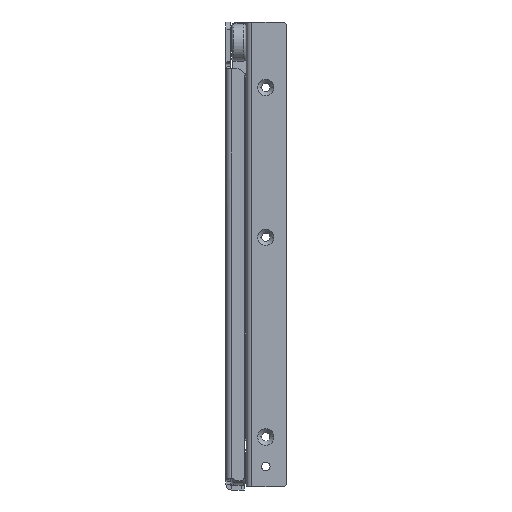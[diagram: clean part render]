
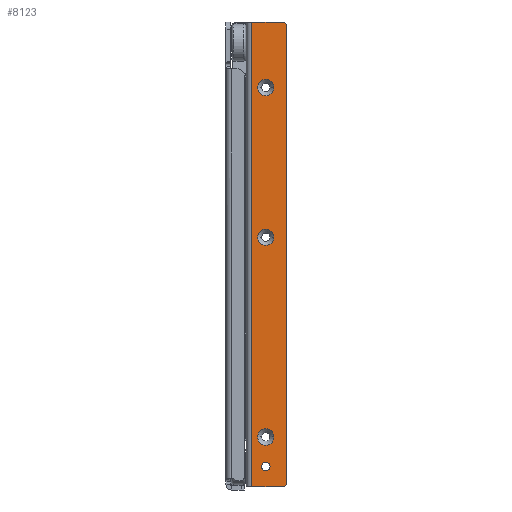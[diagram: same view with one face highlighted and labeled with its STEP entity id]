
A CAD part, front view. The second image highlights one B-rep face of the part: STEP entity #8123.
In plain terms, the highlighted planar face has unit normal (0, -1, 0).
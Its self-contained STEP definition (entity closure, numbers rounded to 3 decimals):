
#64 = CIRCLE ( 'NONE', #9530, 5.25 ) ;
#350 = DIRECTION ( 'NONE',  ( -1., 0., 0. ) ) ;
#488 = FACE_BOUND ( 'NONE', #2409, .T. ) ;
#602 = CARTESIAN_POINT ( 'NONE',  ( 17.75, -4.75, 32. ) ) ;
#663 = AXIS2_PLACEMENT_3D ( 'NONE', #3267, #7466, #4407 ) ;
#1152 = DIRECTION ( 'NONE',  ( -1., 0., 0. ) ) ;
#1162 = DIRECTION ( 'NONE',  ( 0., 1., 0. ) ) ;
#1179 = EDGE_CURVE ( 'NONE', #8660, #3227, #10213, .T. ) ;
#1277 = CARTESIAN_POINT ( 'NONE',  ( 17.75, -4.75, 160. ) ) ;
#1757 = CARTESIAN_POINT ( 'NONE',  ( 12.5, -4.75, 32. ) ) ;
#1934 = EDGE_CURVE ( 'NONE', #12565, #7178, #2296, .T. ) ;
#2117 = DIRECTION ( 'NONE',  ( 0., 1., 0. ) ) ;
#2242 = EDGE_CURVE ( 'NONE', #10953, #9347, #4190, .T. ) ;
#2296 = CIRCLE ( 'NONE', #16288, 5.25 ) ;
#2409 = EDGE_LOOP ( 'NONE', ( #9849, #4353 ) ) ;
#2420 = DIRECTION ( 'NONE',  ( 0., 0., 1. ) ) ;
#3168 = CARTESIAN_POINT ( 'NONE',  ( 3.5, -4.75, 0. ) ) ;
#3227 = VERTEX_POINT ( 'NONE', #1277 ) ;
#3267 = CARTESIAN_POINT ( 'NONE',  ( 12.5, -4.75, 13. ) ) ;
#3366 = AXIS2_PLACEMENT_3D ( 'NONE', #7009, #14237, #2420 ) ;
#3367 = ORIENTED_EDGE ( 'NONE', *, *, #6698, .T. ) ;
#3450 = FACE_OUTER_BOUND ( 'NONE', #15109, .T. ) ;
#3907 = ORIENTED_EDGE ( 'NONE', *, *, #15420, .T. ) ;
#4038 = DIRECTION ( 'NONE',  ( 0., 1., 0. ) ) ;
#4190 = LINE ( 'NONE', #14300, #7781 ) ;
#4353 = ORIENTED_EDGE ( 'NONE', *, *, #1179, .T. ) ;
#4382 = CARTESIAN_POINT ( 'NONE',  ( 12.5, -4.75, 10.25 ) ) ;
#4407 = DIRECTION ( 'NONE',  ( 0., 0., -1. ) ) ;
#4849 = DIRECTION ( 'NONE',  ( 0., 1., 0. ) ) ;
#4887 = DIRECTION ( 'NONE',  ( 0., 0., -1. ) ) ;
#5238 = VECTOR ( 'NONE', #9006, 1000. ) ;
#5542 = EDGE_CURVE ( 'NONE', #13897, #7897, #6522, .T. ) ;
#5822 = EDGE_CURVE ( 'NONE', #10953, #15797, #9797, .T. ) ;
#5846 = EDGE_CURVE ( 'NONE', #9236, #11286, #6107, .T. ) ;
#5908 = DIRECTION ( 'NONE',  ( 0., -1., 0. ) ) ;
#5969 = ORIENTED_EDGE ( 'NONE', *, *, #5542, .F. ) ;
#6072 = DIRECTION ( 'NONE',  ( 0., 0., -1. ) ) ;
#6107 = CIRCLE ( 'NONE', #6729, 5.25 ) ;
#6238 = DIRECTION ( 'NONE',  ( -1., 0., 0. ) ) ;
#6296 = AXIS2_PLACEMENT_3D ( 'NONE', #10225, #1162, #14487 ) ;
#6522 = LINE ( 'NONE', #17756, #11283 ) ;
#6546 = AXIS2_PLACEMENT_3D ( 'NONE', #6934, #18812, #11687 ) ;
#6620 = CARTESIAN_POINT ( 'NONE',  ( 12.5, -4.75, 160. ) ) ;
#6698 = EDGE_CURVE ( 'NONE', #8450, #7897, #8300, .T. ) ;
#6729 = AXIS2_PLACEMENT_3D ( 'NONE', #10317, #16104, #7641 ) ;
#6841 = EDGE_CURVE ( 'NONE', #9347, #13897, #14694, .T. ) ;
#6897 = VECTOR ( 'NONE', #6072, 1000. ) ;
#6934 = CARTESIAN_POINT ( 'NONE',  ( 12.5, -4.75, 256. ) ) ;
#7009 = CARTESIAN_POINT ( 'NONE',  ( 22.5, -4.75, 294. ) ) ;
#7122 = CARTESIAN_POINT ( 'NONE',  ( 3.5, -4.75, 298. ) ) ;
#7178 = VERTEX_POINT ( 'NONE', #10777 ) ;
#7195 = CIRCLE ( 'NONE', #10554, 2.75 ) ;
#7315 = ORIENTED_EDGE ( 'NONE', *, *, #1934, .T. ) ;
#7466 = DIRECTION ( 'NONE',  ( 0., 1., 0. ) ) ;
#7542 = DIRECTION ( 'NONE',  ( 0., 0., -1. ) ) ;
#7641 = DIRECTION ( 'NONE',  ( -1., 0., 0. ) ) ;
#7781 = VECTOR ( 'NONE', #15825, 1000. ) ;
#7806 = LINE ( 'NONE', #16173, #6897 ) ;
#7897 = VERTEX_POINT ( 'NONE', #17073 ) ;
#7946 = FACE_BOUND ( 'NONE', #11072, .T. ) ;
#8123 = ADVANCED_FACE ( 'NONE', ( #9474, #488, #7946, #3450, #9382 ), #17924, .F. ) ;
#8300 = CIRCLE ( 'NONE', #3366, 4. ) ;
#8421 = VERTEX_POINT ( 'NONE', #4382 ) ;
#8450 = VERTEX_POINT ( 'NONE', #16105 ) ;
#8660 = VERTEX_POINT ( 'NONE', #11158 ) ;
#8932 = EDGE_CURVE ( 'NONE', #3227, #8660, #64, .T. ) ;
#9006 = DIRECTION ( 'NONE',  ( 0., 0., 1. ) ) ;
#9114 = EDGE_CURVE ( 'NONE', #12950, #8421, #10138, .T. ) ;
#9236 = VERTEX_POINT ( 'NONE', #18206 ) ;
#9347 = VERTEX_POINT ( 'NONE', #18301 ) ;
#9382 = FACE_BOUND ( 'NONE', #17291, .T. ) ;
#9474 = FACE_BOUND ( 'NONE', #18819, .T. ) ;
#9530 = AXIS2_PLACEMENT_3D ( 'NONE', #6620, #4849, #350 ) ;
#9797 = CIRCLE ( 'NONE', #12816, 4. ) ;
#9849 = ORIENTED_EDGE ( 'NONE', *, *, #8932, .T. ) ;
#10138 = CIRCLE ( 'NONE', #663, 2.75 ) ;
#10213 = CIRCLE ( 'NONE', #12623, 5.25 ) ;
#10225 = CARTESIAN_POINT ( 'NONE',  ( 12.5, -4.75, 32. ) ) ;
#10239 = ORIENTED_EDGE ( 'NONE', *, *, #2242, .F. ) ;
#10280 = ORIENTED_EDGE ( 'NONE', *, *, #11978, .F. ) ;
#10317 = CARTESIAN_POINT ( 'NONE',  ( 12.5, -4.75, 256. ) ) ;
#10468 = ORIENTED_EDGE ( 'NONE', *, *, #5846, .T. ) ;
#10554 = AXIS2_PLACEMENT_3D ( 'NONE', #17077, #4038, #11668 ) ;
#10737 = DIRECTION ( 'NONE',  ( 1., 0., 0. ) ) ;
#10777 = CARTESIAN_POINT ( 'NONE',  ( 7.25, -4.75, 32. ) ) ;
#10789 = ORIENTED_EDGE ( 'NONE', *, *, #15169, .T. ) ;
#10953 = VERTEX_POINT ( 'NONE', #12073 ) ;
#11067 = CARTESIAN_POINT ( 'NONE',  ( 25.5, -4.75, 1.354 ) ) ;
#11072 = EDGE_LOOP ( 'NONE', ( #7315, #3907 ) ) ;
#11158 = CARTESIAN_POINT ( 'NONE',  ( 7.25, -4.75, 160. ) ) ;
#11165 = ORIENTED_EDGE ( 'NONE', *, *, #5822, .T. ) ;
#11283 = VECTOR ( 'NONE', #10737, 1000. ) ;
#11286 = VERTEX_POINT ( 'NONE', #17467 ) ;
#11320 = AXIS2_PLACEMENT_3D ( 'NONE', #15159, #2117, #4887 ) ;
#11668 = DIRECTION ( 'NONE',  ( 0., 0., -1. ) ) ;
#11687 = DIRECTION ( 'NONE',  ( -1., 0., 0. ) ) ;
#11978 = EDGE_CURVE ( 'NONE', #8450, #15797, #7806, .T. ) ;
#12073 = CARTESIAN_POINT ( 'NONE',  ( 22.5, -4.75, 0. ) ) ;
#12449 = ORIENTED_EDGE ( 'NONE', *, *, #6841, .F. ) ;
#12565 = VERTEX_POINT ( 'NONE', #602 ) ;
#12623 = AXIS2_PLACEMENT_3D ( 'NONE', #17513, #12969, #1152 ) ;
#12816 = AXIS2_PLACEMENT_3D ( 'NONE', #13252, #5908, #7542 ) ;
#12950 = VERTEX_POINT ( 'NONE', #13837 ) ;
#12969 = DIRECTION ( 'NONE',  ( 0., 1., 0. ) ) ;
#13252 = CARTESIAN_POINT ( 'NONE',  ( 22.5, -4.75, 4. ) ) ;
#13332 = EDGE_CURVE ( 'NONE', #11286, #9236, #14747, .T. ) ;
#13837 = CARTESIAN_POINT ( 'NONE',  ( 12.5, -4.75, 15.75 ) ) ;
#13897 = VERTEX_POINT ( 'NONE', #7122 ) ;
#14237 = DIRECTION ( 'NONE',  ( 0., -1., 0. ) ) ;
#14300 = CARTESIAN_POINT ( 'NONE',  ( 25.5, -4.75, 0. ) ) ;
#14487 = DIRECTION ( 'NONE',  ( -1., 0., 0. ) ) ;
#14694 = LINE ( 'NONE', #3168, #5238 ) ;
#14747 = CIRCLE ( 'NONE', #6546, 5.25 ) ;
#14800 = DIRECTION ( 'NONE',  ( 0., 1., 0. ) ) ;
#15109 = EDGE_LOOP ( 'NONE', ( #12449, #10239, #11165, #10280, #3367, #5969 ) ) ;
#15159 = CARTESIAN_POINT ( 'NONE',  ( -26.5, -4.75, 0. ) ) ;
#15169 = EDGE_CURVE ( 'NONE', #8421, #12950, #7195, .T. ) ;
#15420 = EDGE_CURVE ( 'NONE', #7178, #12565, #17825, .T. ) ;
#15797 = VERTEX_POINT ( 'NONE', #11067 ) ;
#15825 = DIRECTION ( 'NONE',  ( -1., 0., 0. ) ) ;
#16104 = DIRECTION ( 'NONE',  ( 0., 1., 0. ) ) ;
#16105 = CARTESIAN_POINT ( 'NONE',  ( 25.5, -4.75, 296.646 ) ) ;
#16173 = CARTESIAN_POINT ( 'NONE',  ( 25.5, -4.75, 0. ) ) ;
#16288 = AXIS2_PLACEMENT_3D ( 'NONE', #1757, #14800, #6238 ) ;
#16665 = ORIENTED_EDGE ( 'NONE', *, *, #13332, .T. ) ;
#17073 = CARTESIAN_POINT ( 'NONE',  ( 22.5, -4.75, 298. ) ) ;
#17077 = CARTESIAN_POINT ( 'NONE',  ( 12.5, -4.75, 13. ) ) ;
#17225 = ORIENTED_EDGE ( 'NONE', *, *, #9114, .T. ) ;
#17291 = EDGE_LOOP ( 'NONE', ( #10789, #17225 ) ) ;
#17467 = CARTESIAN_POINT ( 'NONE',  ( 17.75, -4.75, 256. ) ) ;
#17513 = CARTESIAN_POINT ( 'NONE',  ( 12.5, -4.75, 160. ) ) ;
#17756 = CARTESIAN_POINT ( 'NONE',  ( 25.5, -4.75, 298. ) ) ;
#17825 = CIRCLE ( 'NONE', #6296, 5.25 ) ;
#17924 = PLANE ( 'NONE',  #11320 ) ;
#18206 = CARTESIAN_POINT ( 'NONE',  ( 7.25, -4.75, 256. ) ) ;
#18301 = CARTESIAN_POINT ( 'NONE',  ( 3.5, -4.75, 0. ) ) ;
#18812 = DIRECTION ( 'NONE',  ( 0., 1., 0. ) ) ;
#18819 = EDGE_LOOP ( 'NONE', ( #16665, #10468 ) ) ;
